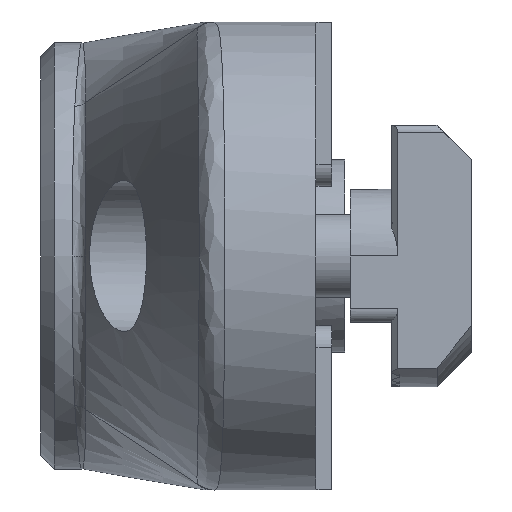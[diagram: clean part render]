
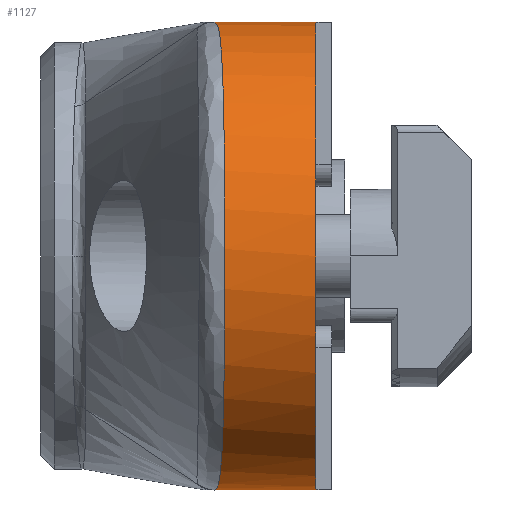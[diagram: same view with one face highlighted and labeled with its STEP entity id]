
A CAD part, left-side view. The second image highlights one B-rep face of the part: STEP entity #1127.
In plain terms, the highlighted cylindrical face has radius 17 mm (diameter 34 mm), a partial arc.
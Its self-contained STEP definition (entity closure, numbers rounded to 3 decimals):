
#1127=ADVANCED_FACE('',(#1502),#1503,.T.);
#1502=FACE_OUTER_BOUND('',#2956,.T.);
#1503=CYLINDRICAL_SURFACE('',#2957,17.0);
#2956=EDGE_LOOP('',(#4320,#4321,#4322,#4323));
#2957=AXIS2_PLACEMENT_3D('',#4324,#4325,#4326);
#4320=ORIENTED_EDGE('',*,*,#4735,.F.);
#4321=ORIENTED_EDGE('',*,*,#4780,.T.);
#4322=ORIENTED_EDGE('',*,*,#4744,.F.);
#4323=ORIENTED_EDGE('',*,*,#4614,.T.);
#4324=CARTESIAN_POINT('',(-22.5,0.0,0.0));
#4325=DIRECTION('',(0.0,1.0,0.0));
#4326=DIRECTION('',(0.0,0.0,1.0));
#4614=EDGE_CURVE('',#5230,#5222,#5233,.T.);
#4735=EDGE_CURVE('',#5439,#5222,#5441,.T.);
#4744=EDGE_CURVE('',#5230,#5454,#5455,.F.);
#4780=EDGE_CURVE('',#5439,#5454,#5508,.T.);
#5222=VERTEX_POINT('',#6386);
#5230=VERTEX_POINT('',#6417);
#5233=B_SPLINE_CURVE_WITH_KNOTS('',3,(#6459,#6460,#6461,#6462,#6463,#6464,#6465,#6466,#6467,#6468,#6469,#6470,#6471,#6472,#6473,#6474,#6475,#6476,#6477,#6478,#6479,#6480,#6481,#6482,#6483,#6484,#6485,#6486,#6487,#6488,#6489,#6490,#6491,#6492,#6493,#6494,#6495,#6496,#6497,#6498,#6499),.UNSPECIFIED.,.F.,.F.,(4,1,1,1,1,1,1,1,1,1,1,1,1,1,1,1,1,1,1,1,1,1,1,1,1,1,1,1,1,1,1,1,1,1,1,1,1,1,4),(0.0,0.008,0.016,0.024,0.033,0.041,0.05,0.059,0.068,0.077,0.086,0.096,0.105,0.115,0.125,0.154,0.184,0.216,0.25,0.307,0.368,0.432,0.5,0.568,0.632,0.693,0.75,0.784,0.816,0.846,0.875,0.892,0.909,0.925,0.941,0.957,0.971,0.986,1.0),.UNSPECIFIED.);
#5439=VERTEX_POINT('',#6925);
#5441=LINE('',#6928,#6929);
#5454=VERTEX_POINT('',#6964);
#5455=LINE('',#6965,#6966);
#5508=CIRCLE('',#7452,17.0);
#6386=CARTESIAN_POINT('',(-22.5,7.344,-17.));
#6417=CARTESIAN_POINT('',(-22.5,7.344,17.));
#6459=CARTESIAN_POINT('',(-22.5,7.344,17.0));
#6460=CARTESIAN_POINT('',(-22.641,7.332,16.999));
#6461=CARTESIAN_POINT('',(-22.926,7.308,16.997));
#6462=CARTESIAN_POINT('',(-23.358,7.273,16.98));
#6463=CARTESIAN_POINT('',(-23.796,7.24,16.952));
#6464=CARTESIAN_POINT('',(-24.242,7.207,16.912));
#6465=CARTESIAN_POINT('',(-24.695,7.176,16.86));
#6466=CARTESIAN_POINT('',(-25.154,7.145,16.794));
#6467=CARTESIAN_POINT('',(-25.619,7.115,16.714));
#6468=CARTESIAN_POINT('',(-26.089,7.087,16.619));
#6469=CARTESIAN_POINT('',(-26.565,7.059,16.509));
#6470=CARTESIAN_POINT('',(-27.044,7.033,16.384));
#6471=CARTESIAN_POINT('',(-27.528,7.007,16.242));
#6472=CARTESIAN_POINT('',(-28.014,6.982,16.084));
#6473=CARTESIAN_POINT('',(-28.503,6.958,15.908));
#6474=CARTESIAN_POINT('',(-29.302,6.921,15.592));
#6475=CARTESIAN_POINT('',(-30.414,6.874,15.073));
#6476=CARTESIAN_POINT('',(-31.816,6.821,14.253));
#6477=CARTESIAN_POINT('',(-33.207,6.775,13.244));
#6478=CARTESIAN_POINT('',(-34.844,6.725,11.776));
#6479=CARTESIAN_POINT('',(-36.588,6.679,9.688));
#6480=CARTESIAN_POINT('',(-38.183,6.641,6.84));
#6481=CARTESIAN_POINT('',(-39.249,6.619,3.557));
#6482=CARTESIAN_POINT('',(-39.629,6.612,0.));
#6483=CARTESIAN_POINT('',(-39.249,6.619,-3.557));
#6484=CARTESIAN_POINT('',(-38.183,6.641,-6.84));
#6485=CARTESIAN_POINT('',(-36.588,6.679,-9.688));
#6486=CARTESIAN_POINT('',(-34.843,6.725,-11.776));
#6487=CARTESIAN_POINT('',(-33.207,6.775,-13.244));
#6488=CARTESIAN_POINT('',(-31.816,6.821,-14.253));
#6489=CARTESIAN_POINT('',(-30.414,6.874,-15.073));
#6490=CARTESIAN_POINT('',(-29.183,6.926,-15.647));
#6491=CARTESIAN_POINT('',(-28.143,6.975,-16.045));
#6492=CARTESIAN_POINT('',(-27.292,7.019,-16.319));
#6493=CARTESIAN_POINT('',(-26.452,7.065,-16.542));
#6494=CARTESIAN_POINT('',(-25.625,7.115,-16.717));
#6495=CARTESIAN_POINT('',(-24.815,7.167,-16.848));
#6496=CARTESIAN_POINT('',(-24.024,7.223,-16.937));
#6497=CARTESIAN_POINT('',(-23.255,7.281,-16.99));
#6498=CARTESIAN_POINT('',(-22.749,7.323,-16.997));
#6499=CARTESIAN_POINT('',(-22.5,7.344,-17.0));
#6925=CARTESIAN_POINT('',(-22.5,0.0,-17.0));
#6928=CARTESIAN_POINT('',(-22.5,0.0,-17.0));
#6929=VECTOR('',#8076,1.0);
#6964=CARTESIAN_POINT('',(-22.5,0.0,17.0));
#6965=CARTESIAN_POINT('',(-22.5,0.0,17.0));
#6966=VECTOR('',#8081,1.0);
#7452=AXIS2_PLACEMENT_3D('',#8115,#8116,#8117);
#8076=DIRECTION('',(0.0,1.0,0.0));
#8081=DIRECTION('',(0.0,1.0,0.0));
#8115=CARTESIAN_POINT('',(-22.5,0.0,0.0));
#8116=DIRECTION('',(0.0,1.0,0.0));
#8117=DIRECTION('',(0.0,0.0,1.0));
